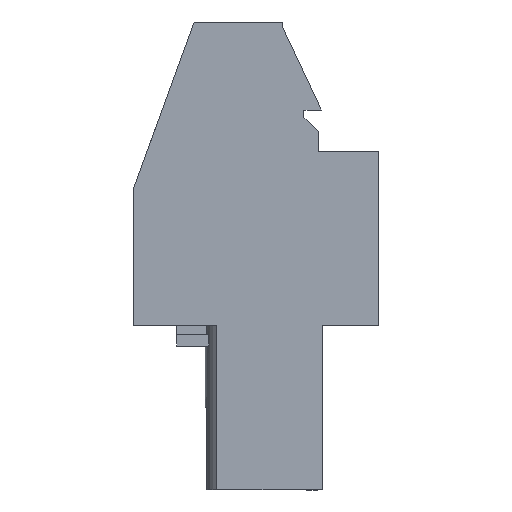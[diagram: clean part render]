
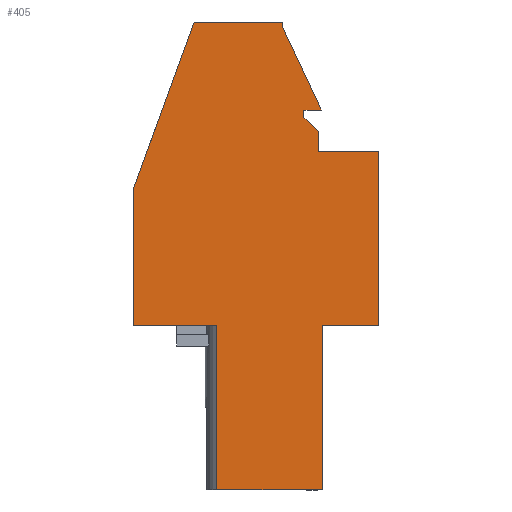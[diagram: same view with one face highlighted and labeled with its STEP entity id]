
A CAD part, left-side view. The second image highlights one B-rep face of the part: STEP entity #405.
In plain terms, the highlighted planar face has unit normal (-1, 0, 0).
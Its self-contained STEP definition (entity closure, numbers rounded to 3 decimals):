
#289=AXIS2_PLACEMENT_3D('Plane Axis2P3D',#286,#287,#288) ;
#49=CARTESIAN_POINT('Vertex',(0.,2.711,7.95)) ;
#52=CARTESIAN_POINT('Line Origine',(0.,2.711,3.975)) ;
#56=CARTESIAN_POINT('Vertex',(0.,2.711,0.)) ;
#107=CARTESIAN_POINT('Line Origine',(0.,1.356,7.95)) ;
#111=CARTESIAN_POINT('Vertex',(0.,0.,7.95)) ;
#286=CARTESIAN_POINT('Axis2P3D Location',(0.,12.132,0.)) ;
#291=CARTESIAN_POINT('Line Origine',(0.,5.261,0.)) ;
#295=CARTESIAN_POINT('Vertex',(0.,7.811,0.)) ;
#298=CARTESIAN_POINT('Line Origine',(0.,0.,12.15)) ;
#302=CARTESIAN_POINT('Vertex',(0.,0.,16.35)) ;
#305=CARTESIAN_POINT('Line Origine',(0.,1.45,16.35)) ;
#309=CARTESIAN_POINT('Vertex',(0.,2.9,16.35)) ;
#312=CARTESIAN_POINT('Line Origine',(0.,2.9,16.825)) ;
#316=CARTESIAN_POINT('Vertex',(0.,2.9,17.3)) ;
#319=CARTESIAN_POINT('Line Origine',(0.,3.25,17.65)) ;
#323=CARTESIAN_POINT('Vertex',(0.,3.6,18.)) ;
#326=CARTESIAN_POINT('Line Origine',(0.,3.6,18.175)) ;
#330=CARTESIAN_POINT('Vertex',(0.,3.6,18.35)) ;
#333=CARTESIAN_POINT('Line Origine',(0.,3.18,18.35)) ;
#337=CARTESIAN_POINT('Vertex',(0.,2.76,18.35)) ;
#340=CARTESIAN_POINT('Line Origine',(0.,3.704,20.375)) ;
#344=CARTESIAN_POINT('Vertex',(0.,4.649,22.4)) ;
#347=CARTESIAN_POINT('Line Origine',(0.,4.649,22.5)) ;
#351=CARTESIAN_POINT('Vertex',(0.,4.649,22.6)) ;
#354=CARTESIAN_POINT('Line Origine',(0.,6.778,22.6)) ;
#358=CARTESIAN_POINT('Vertex',(0.,8.908,22.6)) ;
#361=CARTESIAN_POINT('Line Origine',(0.,10.369,18.586)) ;
#365=CARTESIAN_POINT('Vertex',(0.,11.83,14.572)) ;
#368=CARTESIAN_POINT('Line Origine',(0.,11.83,11.261)) ;
#372=CARTESIAN_POINT('Vertex',(0.,11.83,7.95)) ;
#375=CARTESIAN_POINT('Line Origine',(0.,9.821,7.95)) ;
#379=CARTESIAN_POINT('Vertex',(0.,7.811,7.95)) ;
#382=CARTESIAN_POINT('Line Origine',(0.,7.811,3.975)) ;
#53=DIRECTION('Vector Direction',(0.,0.,1.)) ;
#108=DIRECTION('Vector Direction',(0.,1.,0.)) ;
#287=DIRECTION('Axis2P3D Direction',(-1.,0.,0.)) ;
#288=DIRECTION('Axis2P3D XDirection',(0.,-1.,0.)) ;
#292=DIRECTION('Vector Direction',(0.,1.,0.)) ;
#299=DIRECTION('Vector Direction',(0.,0.,1.)) ;
#306=DIRECTION('Vector Direction',(0.,1.,0.)) ;
#313=DIRECTION('Vector Direction',(0.,0.,1.)) ;
#320=DIRECTION('Vector Direction',(0.,0.707,0.707)) ;
#327=DIRECTION('Vector Direction',(0.,0.,1.)) ;
#334=DIRECTION('Vector Direction',(0.,-1.,0.)) ;
#341=DIRECTION('Vector Direction',(0.,0.423,0.906)) ;
#348=DIRECTION('Vector Direction',(0.,0.,1.)) ;
#355=DIRECTION('Vector Direction',(0.,1.,0.)) ;
#362=DIRECTION('Vector Direction',(0.,0.342,-0.94)) ;
#369=DIRECTION('Vector Direction',(0.,0.,1.)) ;
#376=DIRECTION('Vector Direction',(0.,-1.,0.)) ;
#383=DIRECTION('Vector Direction',(0.,0.,-1.)) ;
#54=VECTOR('Line Direction',#53,1.) ;
#109=VECTOR('Line Direction',#108,1.) ;
#293=VECTOR('Line Direction',#292,1.) ;
#300=VECTOR('Line Direction',#299,1.) ;
#307=VECTOR('Line Direction',#306,1.) ;
#314=VECTOR('Line Direction',#313,1.) ;
#321=VECTOR('Line Direction',#320,1.) ;
#328=VECTOR('Line Direction',#327,1.) ;
#335=VECTOR('Line Direction',#334,1.) ;
#342=VECTOR('Line Direction',#341,1.) ;
#349=VECTOR('Line Direction',#348,1.) ;
#356=VECTOR('Line Direction',#355,1.) ;
#363=VECTOR('Line Direction',#362,1.) ;
#370=VECTOR('Line Direction',#369,1.) ;
#377=VECTOR('Line Direction',#376,1.) ;
#384=VECTOR('Line Direction',#383,1.) ;
#388=ORIENTED_EDGE('',*,*,#297,.T.) ;
#389=ORIENTED_EDGE('',*,*,#58,.T.) ;
#390=ORIENTED_EDGE('',*,*,#113,.T.) ;
#391=ORIENTED_EDGE('',*,*,#304,.T.) ;
#392=ORIENTED_EDGE('',*,*,#311,.T.) ;
#393=ORIENTED_EDGE('',*,*,#318,.T.) ;
#394=ORIENTED_EDGE('',*,*,#325,.T.) ;
#395=ORIENTED_EDGE('',*,*,#332,.T.) ;
#396=ORIENTED_EDGE('',*,*,#339,.T.) ;
#397=ORIENTED_EDGE('',*,*,#346,.T.) ;
#398=ORIENTED_EDGE('',*,*,#353,.T.) ;
#399=ORIENTED_EDGE('',*,*,#360,.T.) ;
#400=ORIENTED_EDGE('',*,*,#367,.T.) ;
#401=ORIENTED_EDGE('',*,*,#374,.T.) ;
#402=ORIENTED_EDGE('',*,*,#381,.F.) ;
#403=ORIENTED_EDGE('',*,*,#386,.T.) ;
#405=ADVANCED_FACE('HOUSING',(#404),#290,.T.) ;
#58=EDGE_CURVE('',#57,#50,#55,.T.) ;
#113=EDGE_CURVE('',#50,#112,#110,.F.) ;
#297=EDGE_CURVE('',#296,#57,#294,.F.) ;
#304=EDGE_CURVE('',#112,#303,#301,.T.) ;
#311=EDGE_CURVE('',#303,#310,#308,.T.) ;
#318=EDGE_CURVE('',#310,#317,#315,.T.) ;
#325=EDGE_CURVE('',#317,#324,#322,.T.) ;
#332=EDGE_CURVE('',#324,#331,#329,.T.) ;
#339=EDGE_CURVE('',#331,#338,#336,.T.) ;
#346=EDGE_CURVE('',#338,#345,#343,.T.) ;
#353=EDGE_CURVE('',#345,#352,#350,.T.) ;
#360=EDGE_CURVE('',#352,#359,#357,.T.) ;
#367=EDGE_CURVE('',#359,#366,#364,.T.) ;
#374=EDGE_CURVE('',#366,#373,#371,.F.) ;
#381=EDGE_CURVE('',#380,#373,#378,.F.) ;
#386=EDGE_CURVE('',#380,#296,#385,.T.) ;
#387=EDGE_LOOP('',(#388,#389,#390,#391,#392,#393,#394,#395,#396,#397,#398,#399,#400,#401,#402,#403)) ;
#404=FACE_OUTER_BOUND('',#387,.T.) ;
#55=LINE('Line',#52,#54) ;
#110=LINE('Line',#107,#109) ;
#294=LINE('Line',#291,#293) ;
#301=LINE('Line',#298,#300) ;
#308=LINE('Line',#305,#307) ;
#315=LINE('Line',#312,#314) ;
#322=LINE('Line',#319,#321) ;
#329=LINE('Line',#326,#328) ;
#336=LINE('Line',#333,#335) ;
#343=LINE('Line',#340,#342) ;
#350=LINE('Line',#347,#349) ;
#357=LINE('Line',#354,#356) ;
#364=LINE('Line',#361,#363) ;
#371=LINE('Line',#368,#370) ;
#378=LINE('Line',#375,#377) ;
#385=LINE('Line',#382,#384) ;
#290=PLANE('',#289) ;
#50=VERTEX_POINT('',#49) ;
#57=VERTEX_POINT('',#56) ;
#112=VERTEX_POINT('',#111) ;
#296=VERTEX_POINT('',#295) ;
#303=VERTEX_POINT('',#302) ;
#310=VERTEX_POINT('',#309) ;
#317=VERTEX_POINT('',#316) ;
#324=VERTEX_POINT('',#323) ;
#331=VERTEX_POINT('',#330) ;
#338=VERTEX_POINT('',#337) ;
#345=VERTEX_POINT('',#344) ;
#352=VERTEX_POINT('',#351) ;
#359=VERTEX_POINT('',#358) ;
#366=VERTEX_POINT('',#365) ;
#373=VERTEX_POINT('',#372) ;
#380=VERTEX_POINT('',#379) ;
